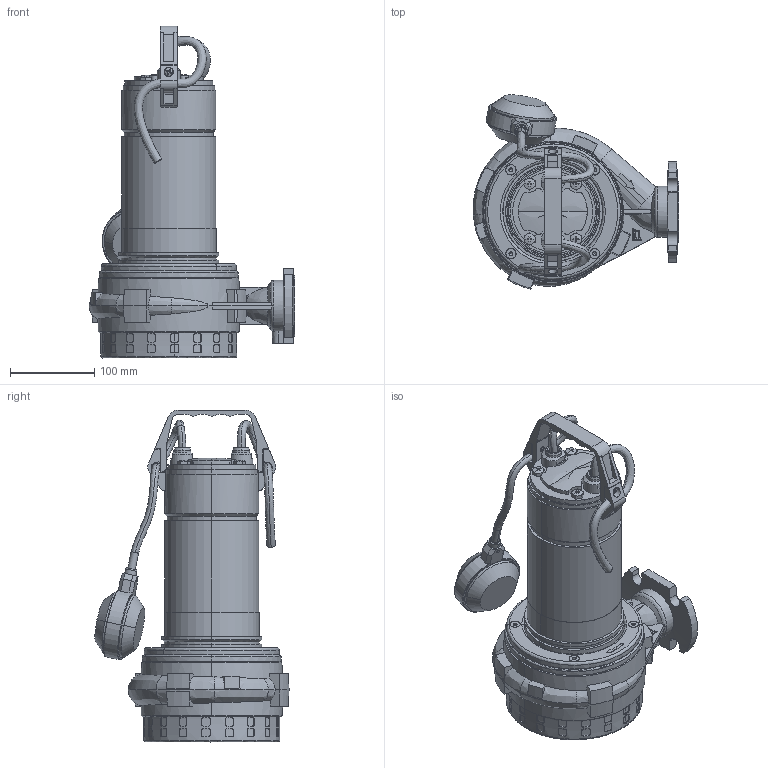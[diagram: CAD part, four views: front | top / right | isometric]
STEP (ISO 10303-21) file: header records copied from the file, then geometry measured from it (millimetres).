
FILE_DESCRIPTION (( 'STEP AP203' ), '1' );
FILE_NAME ('10018169swa00.step', '2023-06-20T14:43:40', ( '' ), ( '' ), 'SwSTEP 2.0', 'SolidWorks 2020', '' );
FILE_SCHEMA (( 'CONFIG_CONTROL_DESIGN' ));
Length unit declared in the file: millimetre
Products named in the file (15): Copia di 3_65_405_semplificato^10018169swa00; Copia di 4_92_127-L22_semplificato^10018169swa00; Copia di 3_92_152-11_5_semplificato^10018169swa00; Copia di 3_65_404_semplificato^10018169swa00; Copia di 3_65_417_semplificato^10018169swa00; 10018169swa00; Copia di 1_65_107_REV00_semplificato^10018169swa00; Copia di M6x35_UNI_5933^10018169swa00; Copia di Vite_TCB_M5x201^10018169swa00; Copia di 3_92_153_L225_semplificato^10018169swa00; Copia di 3_92_151_semplificato^10018169swa00; Copia di 4_93_581_02_REV00^10018169swa00; Copia di 4_92_125_semplificato^10018169swa00; Copia di 3_92_128_semplificato_fori2^10018169swa00; Copia di MAC3_small 2C+T_GM10_467264_1^10018169swa00
Assembly tree (26 placements, depth 2):
  10018169swa00
    Copia di 4_93_581_02_REV00^10018169swa00
    Copia di 3_65_417_semplificato^10018169swa00
    Copia di 3_65_405_semplificato^10018169swa00
    Copia di 3_92_153_L225_semplificato^10018169swa00
    Copia di M6x35_UNI_5933^10018169swa00  x4
    Copia di 3_92_128_semplificato_fori2^10018169swa00
    Copia di 4_92_125_semplificato^10018169swa00  x4
    Copia di 4_92_127-L22_semplificato^10018169swa00  x2
    Copia di 3_92_151_semplificato^10018169swa00
    Copia di 3_92_152-11_5_semplificato^10018169swa00  x2
    Copia di MAC3_small 2C+T_GM10_467264_1^10018169swa00
    Copia di Vite_TCB_M5x201^10018169swa00  x5
    Copia di 1_65_107_REV00_semplificato^10018169swa00
    Copia di 3_65_404_semplificato^10018169swa00
Bounding box: 244.75 x 231.17 x 395.2 mm (x, y, z)
Volume: 5140531.1 mm3; surface area: 488184.4 mm2
Topology: 32 solids, 32 shells, 1449 faces, 3747 edges, 2431 vertices
Faces by surface type: plane 709, cylinder 479, bspline 261
Entity records: 81573 total; most frequent: CARTESIAN_POINT 53894, ORIENTED_EDGE 5836, DIRECTION 4533, EDGE_CURVE 2918, VERTEX_POINT 1910, AXIS2_PLACEMENT_3D 1581, VECTOR 1371, LINE 1371
